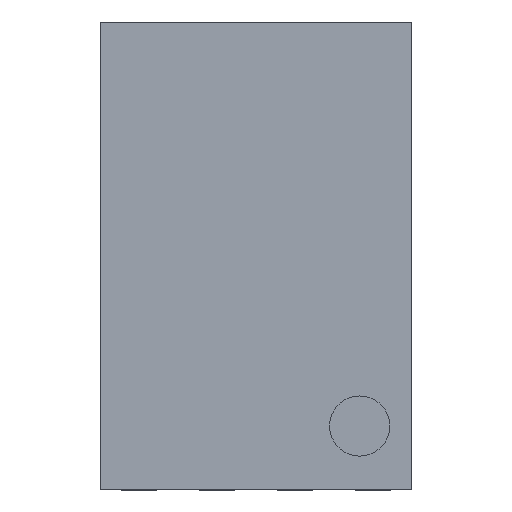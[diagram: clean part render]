
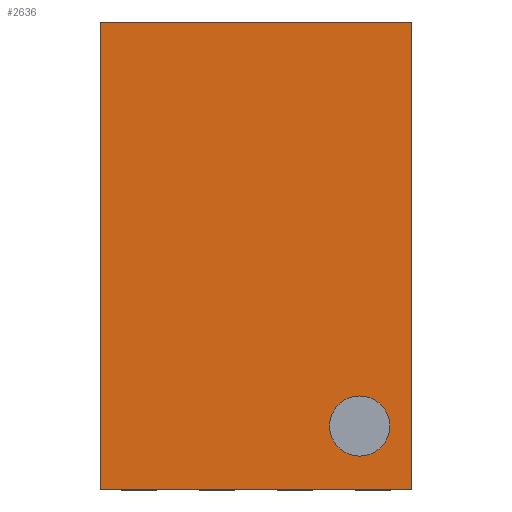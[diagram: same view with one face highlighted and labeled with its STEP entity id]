
A CAD part, top view. The second image highlights one B-rep face of the part: STEP entity #2636.
In plain terms, the highlighted planar face has unit normal (0, 0, 1).
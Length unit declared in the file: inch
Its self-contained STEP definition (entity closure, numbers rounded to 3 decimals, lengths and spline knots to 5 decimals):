
#15=FACE_BOUND('',#353,.T.);
#76=CIRCLE('',#2828,0.0076);
#213=FACE_OUTER_BOUND('',#352,.T.);
#352=EDGE_LOOP('',(#2231,#2232,#2233,#2234));
#353=EDGE_LOOP('',(#2235));
#618=LINE('',#4113,#928);
#638=LINE('',#4148,#948);
#661=LINE('',#4196,#971);
#663=LINE('',#4201,#973);
#928=VECTOR('',#3387,0.3937);
#948=VECTOR('',#3425,0.3937);
#971=VECTOR('',#3480,0.3937);
#973=VECTOR('',#3488,0.3937);
#1187=VERTEX_POINT('',#4110);
#1188=VERTEX_POINT('',#4112);
#1193=VERTEX_POINT('',#4145);
#1194=VERTEX_POINT('',#4147);
#1202=VERTEX_POINT('',#4186);
#1500=EDGE_CURVE('',#1188,#1187,#618,.T.);
#1520=EDGE_CURVE('',#1194,#1193,#638,.T.);
#1541=EDGE_CURVE('',#1202,#1202,#76,.T.);
#1545=EDGE_CURVE('',#1193,#1188,#661,.T.);
#1547=EDGE_CURVE('',#1187,#1194,#663,.T.);
#2231=ORIENTED_EDGE('',*,*,#1500,.T.);
#2232=ORIENTED_EDGE('',*,*,#1547,.T.);
#2233=ORIENTED_EDGE('',*,*,#1520,.T.);
#2234=ORIENTED_EDGE('',*,*,#1545,.T.);
#2235=ORIENTED_EDGE('',*,*,#1541,.T.);
#2355=PLANE('',#2836);
#2636=ADVANCED_FACE('',(#213,#15),#2355,.T.);
#2828=AXIS2_PLACEMENT_3D('',#4187,#3467,#3468);
#2836=AXIS2_PLACEMENT_3D('',#4202,#3489,#3490);
#3387=DIRECTION('',(-1.,0.,0.));
#3425=DIRECTION('',(1.,0.,0.));
#3467=DIRECTION('center_axis',(0.,0.,-1.));
#3468=DIRECTION('ref_axis',(-1.,0.,0.));
#3480=DIRECTION('',(0.,1.,0.));
#3488=DIRECTION('',(0.,-1.,0.));
#3489=DIRECTION('center_axis',(0.,0.,1.));
#3490=DIRECTION('ref_axis',(1.,0.,0.));
#4110=CARTESIAN_POINT('',(-0.03924,0.05886,0.02982));
#4112=CARTESIAN_POINT('',(0.03924,0.05886,0.02982));
#4113=CARTESIAN_POINT('',(0.03924,0.05886,0.02982));
#4145=CARTESIAN_POINT('',(0.03924,-0.05886,0.02982));
#4147=CARTESIAN_POINT('',(-0.03924,-0.05886,0.02982));
#4148=CARTESIAN_POINT('',(-0.03924,-0.05886,0.02982));
#4186=CARTESIAN_POINT('',(0.03377,-0.04296,0.02982));
#4187=CARTESIAN_POINT('Origin',(0.02617,-0.04296,
0.02982));
#4196=CARTESIAN_POINT('',(0.03924,-0.05886,0.02982));
#4201=CARTESIAN_POINT('',(-0.03924,0.05886,0.02982));
#4202=CARTESIAN_POINT('Origin',(0.,0.,
0.02982));
